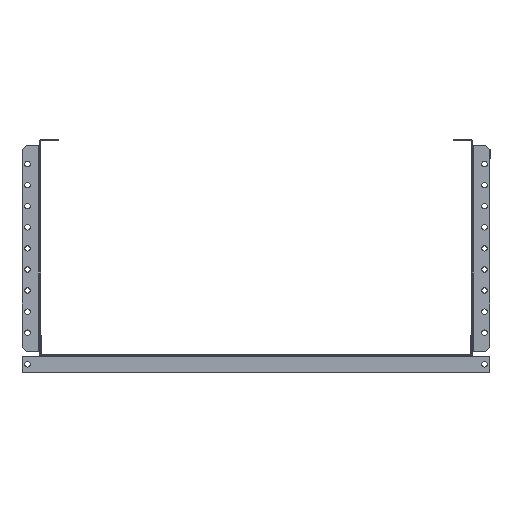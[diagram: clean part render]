
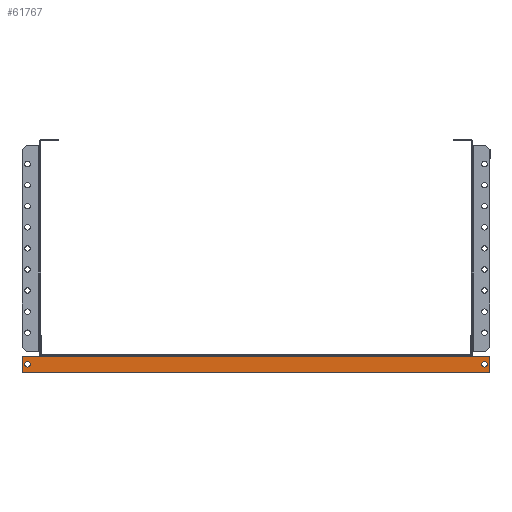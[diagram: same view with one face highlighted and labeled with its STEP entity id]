
A CAD part, left-side view. The second image highlights one B-rep face of the part: STEP entity #61767.
In plain terms, the highlighted planar face has unit normal (-1, 0, 0).
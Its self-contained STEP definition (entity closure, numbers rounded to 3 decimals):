
#264 = CARTESIAN_POINT ( 'NONE',  ( 0., -17.5, -14.75 ) ) ;
#508 = DIRECTION ( 'NONE',  ( 1., 0., 0. ) ) ;
#1380 = EDGE_CURVE ( 'NONE', #64059, #43335, #61406, .T. ) ;
#2351 = DIRECTION ( 'NONE',  ( 0., 1., 0. ) ) ;
#3015 = CARTESIAN_POINT ( 'NONE',  ( 0., 507., -21. ) ) ;
#3033 = CARTESIAN_POINT ( 'NONE',  ( 0., 524.5, -8.25 ) ) ;
#3170 = VERTEX_POINT ( 'NONE', #36325 ) ;
#4456 = FACE_BOUND ( 'NONE', #11325, .T. ) ;
#4578 = DIRECTION ( 'NONE',  ( 0., 0., 1. ) ) ;
#5114 = PLANE ( 'NONE',  #28893 ) ;
#5350 = VERTEX_POINT ( 'NONE', #55914 ) ;
#6643 = CARTESIAN_POINT ( 'NONE',  ( 0., 0., -2. ) ) ;
#7970 = CIRCLE ( 'NONE', #44762, 3.25 ) ;
#8064 = VECTOR ( 'NONE', #8599, 1000. ) ;
#8533 = LINE ( 'NONE', #14101, #55937 ) ;
#8599 = DIRECTION ( 'NONE',  ( 0., 1., 0. ) ) ;
#10047 = DIRECTION ( 'NONE',  ( -1., 0., 0. ) ) ;
#10520 = CARTESIAN_POINT ( 'NONE',  ( 0., 531., -2. ) ) ;
#11325 = EDGE_LOOP ( 'NONE', ( #57465, #30537 ) ) ;
#13035 = AXIS2_PLACEMENT_3D ( 'NONE', #45963, #508, #20604 ) ;
#13039 = DIRECTION ( 'NONE',  ( 0., 0., 1. ) ) ;
#13217 = EDGE_CURVE ( 'NONE', #43335, #64059, #48236, .T. ) ;
#13708 = VECTOR ( 'NONE', #33067, 1000. ) ;
#14101 = CARTESIAN_POINT ( 'NONE',  ( 0., 0., -2. ) ) ;
#14204 = EDGE_CURVE ( 'NONE', #19810, #45027, #63110, .T. ) ;
#14347 = DIRECTION ( 'NONE',  ( 0., 0., 1. ) ) ;
#14395 = CIRCLE ( 'NONE', #51210, 3.25 ) ;
#15290 = ORIENTED_EDGE ( 'NONE', *, *, #28544, .T. ) ;
#16857 = LINE ( 'NONE', #6643, #18653 ) ;
#17091 = ORIENTED_EDGE ( 'NONE', *, *, #46546, .T. ) ;
#17483 = CARTESIAN_POINT ( 'NONE',  ( 0., -24., -2. ) ) ;
#17933 = VECTOR ( 'NONE', #30599, 1000. ) ;
#18653 = VECTOR ( 'NONE', #2351, 1000. ) ;
#18907 = LINE ( 'NONE', #39292, #13708 ) ;
#19810 = VERTEX_POINT ( 'NONE', #47912 ) ;
#19940 = FACE_BOUND ( 'NONE', #51495, .T. ) ;
#20088 = CARTESIAN_POINT ( 'NONE',  ( 0., -17.5, -11.5 ) ) ;
#20604 = DIRECTION ( 'NONE',  ( 0., 0., -1. ) ) ;
#23037 = ORIENTED_EDGE ( 'NONE', *, *, #40857, .T. ) ;
#23098 = VECTOR ( 'NONE', #13039, 1000. ) ;
#23565 = DIRECTION ( 'NONE',  ( 1., 0., 0. ) ) ;
#24412 = ORIENTED_EDGE ( 'NONE', *, *, #14204, .T. ) ;
#24876 = CARTESIAN_POINT ( 'NONE',  ( 0., 0., 0. ) ) ;
#25112 = EDGE_CURVE ( 'NONE', #19810, #3170, #33937, .T. ) ;
#25262 = EDGE_CURVE ( 'NONE', #51815, #39160, #14395, .T. ) ;
#26011 = DIRECTION ( 'NONE',  ( 0., 0., 1. ) ) ;
#27284 = ORIENTED_EDGE ( 'NONE', *, *, #25262, .T. ) ;
#27669 = ORIENTED_EDGE ( 'NONE', *, *, #38765, .T. ) ;
#28544 = EDGE_CURVE ( 'NONE', #61110, #48159, #18907, .T. ) ;
#28893 = AXIS2_PLACEMENT_3D ( 'NONE', #24876, #10047, #14347 ) ;
#29602 = CARTESIAN_POINT ( 'NONE',  ( 0., -17.5, -11.5 ) ) ;
#30015 = CARTESIAN_POINT ( 'NONE',  ( 0., 524.5, -11.5 ) ) ;
#30516 = EDGE_CURVE ( 'NONE', #5350, #61110, #8533, .T. ) ;
#30536 = CARTESIAN_POINT ( 'NONE',  ( 0., 531., -2. ) ) ;
#30537 = ORIENTED_EDGE ( 'NONE', *, *, #13217, .T. ) ;
#30599 = DIRECTION ( 'NONE',  ( 0., 0., -1. ) ) ;
#32478 = AXIS2_PLACEMENT_3D ( 'NONE', #30015, #23565, #43642 ) ;
#32593 = EDGE_LOOP ( 'NONE', ( #51359, #24412, #23037, #36676, #15290, #17091 ) ) ;
#33067 = DIRECTION ( 'NONE',  ( 0., 1., 0. ) ) ;
#33937 = LINE ( 'NONE', #3015, #8064 ) ;
#36207 = CARTESIAN_POINT ( 'NONE',  ( 0., 507., -2. ) ) ;
#36325 = CARTESIAN_POINT ( 'NONE',  ( 0., 531., -21. ) ) ;
#36676 = ORIENTED_EDGE ( 'NONE', *, *, #30516, .T. ) ;
#38765 = EDGE_CURVE ( 'NONE', #39160, #51815, #7970, .T. ) ;
#39160 = VERTEX_POINT ( 'NONE', #50828 ) ;
#39292 = CARTESIAN_POINT ( 'NONE',  ( 0., 507., -2. ) ) ;
#40857 = EDGE_CURVE ( 'NONE', #45027, #5350, #16857, .T. ) ;
#42817 = CARTESIAN_POINT ( 'NONE',  ( 0., 524.5, -14.75 ) ) ;
#43335 = VERTEX_POINT ( 'NONE', #3033 ) ;
#43642 = DIRECTION ( 'NONE',  ( 0., 0., -1. ) ) ;
#44762 = AXIS2_PLACEMENT_3D ( 'NONE', #29602, #49692, #4578 ) ;
#45027 = VERTEX_POINT ( 'NONE', #17483 ) ;
#45288 = FACE_OUTER_BOUND ( 'NONE', #32593, .T. ) ;
#45963 = CARTESIAN_POINT ( 'NONE',  ( 0., 524.5, -11.5 ) ) ;
#46546 = EDGE_CURVE ( 'NONE', #48159, #3170, #55634, .T. ) ;
#47912 = CARTESIAN_POINT ( 'NONE',  ( 0., -24., -21. ) ) ;
#48159 = VERTEX_POINT ( 'NONE', #30536 ) ;
#48236 = CIRCLE ( 'NONE', #32478, 3.25 ) ;
#49692 = DIRECTION ( 'NONE',  ( 1., 0., 0. ) ) ;
#50828 = CARTESIAN_POINT ( 'NONE',  ( 0., -17.5, -8.25 ) ) ;
#51210 = AXIS2_PLACEMENT_3D ( 'NONE', #20088, #55643, #26011 ) ;
#51359 = ORIENTED_EDGE ( 'NONE', *, *, #25112, .F. ) ;
#51495 = EDGE_LOOP ( 'NONE', ( #27284, #27669 ) ) ;
#51815 = VERTEX_POINT ( 'NONE', #264 ) ;
#53212 = CARTESIAN_POINT ( 'NONE',  ( 0., -24., -2. ) ) ;
#55634 = LINE ( 'NONE', #10520, #17933 ) ;
#55643 = DIRECTION ( 'NONE',  ( 1., 0., 0. ) ) ;
#55914 = CARTESIAN_POINT ( 'NONE',  ( 0., 0., -2. ) ) ;
#55937 = VECTOR ( 'NONE', #64798, 1000. ) ;
#57465 = ORIENTED_EDGE ( 'NONE', *, *, #1380, .T. ) ;
#61110 = VERTEX_POINT ( 'NONE', #36207 ) ;
#61406 = CIRCLE ( 'NONE', #13035, 3.25 ) ;
#61767 = ADVANCED_FACE ( 'NONE', ( #4456, #19940, #45288 ), #5114, .T. ) ;
#63110 = LINE ( 'NONE', #53212, #23098 ) ;
#64059 = VERTEX_POINT ( 'NONE', #42817 ) ;
#64798 = DIRECTION ( 'NONE',  ( 0., 1., 0. ) ) ;
